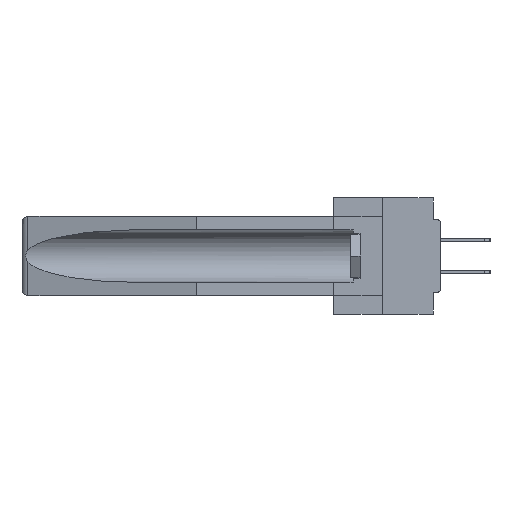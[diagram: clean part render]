
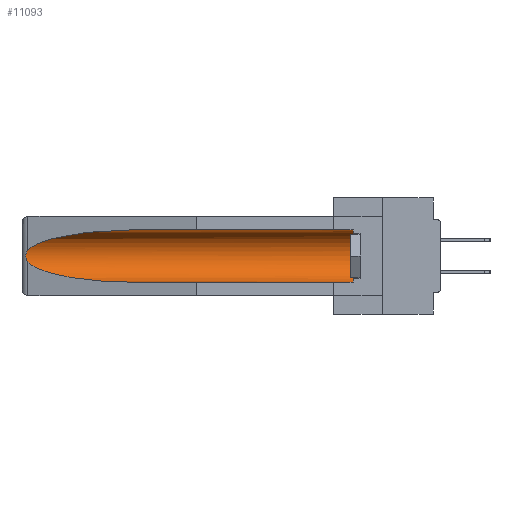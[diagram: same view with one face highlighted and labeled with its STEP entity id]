
A CAD part, left-side view. The second image highlights one B-rep face of the part: STEP entity #11093.
In plain terms, the highlighted cylindrical face has radius 2.857 mm (diameter 5.715 mm), a partial arc.
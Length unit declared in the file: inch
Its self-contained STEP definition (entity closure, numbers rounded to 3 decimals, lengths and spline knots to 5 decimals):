
#61 = ORIENTED_EDGE ( 'NONE', *, *, #13190, .T. ) ;
#660 = DIRECTION ( 'NONE',  ( 0., 0., 1. ) ) ;
#889 = CARTESIAN_POINT ( 'NONE',  ( 0.155, 0.126, -0.1715 ) ) ;
#923 = CARTESIAN_POINT ( 'NONE',  ( 0.155, -0.30754, -0.284 ) ) ;
#1374 = VECTOR ( 'NONE', #21415, 39.37008 ) ;
#2168 = CARTESIAN_POINT ( 'NONE',  ( 0.155, 1.07973, -0.284 ) ) ;
#2844 = CARTESIAN_POINT ( 'NONE',  ( 0.2675, 1.53308, -0.17534 ) ) ;
#3734 = VERTEX_POINT ( 'NONE', #21475 ) ;
#4122 = CARTESIAN_POINT ( 'NONE',  ( 0.155, 1.07973, -0.059 ) ) ;
#5934 = EDGE_CURVE ( 'NONE', #43166, #28562, #23921, .T. ) ;
#6265 = CARTESIAN_POINT ( 'NONE',  ( 0.26654, 1.53092, -0.15636 ) ) ;
#7025 = CARTESIAN_POINT ( 'NONE',  ( 0.26537, 1.52718, -0.14972 ) ) ;
#7829 = CARTESIAN_POINT ( 'NONE',  ( 0.25451, 1.48313, -0.09465 ) ) ;
#8674 = ORIENTED_EDGE ( 'NONE', *, *, #5934, .T. ) ;
#8961 =( BOUNDED_CURVE ( )  B_SPLINE_CURVE ( 3, ( #34641, #14678, #7829, #14529 ),
 .UNSPECIFIED., .F., .F. ) 
 B_SPLINE_CURVE_WITH_KNOTS ( ( 4, 4 ),
 ( 4.71239, 6.08839 ),
 .UNSPECIFIED. ) 
 CURVE ( )  GEOMETRIC_REPRESENTATION_ITEM ( )  RATIONAL_B_SPLINE_CURVE ( ( 1., 0.848, 0.848, 1. ) ) 
 REPRESENTATION_ITEM ( '' )  );
#9357 = EDGE_CURVE ( 'NONE', #3734, #30292, #17712, .T. ) ;
#9984 = CARTESIAN_POINT ( 'NONE',  ( 0.2673, 1.5327, -0.16383 ) ) ;
#10133 = CARTESIAN_POINT ( 'NONE',  ( 0.26597, 1.52961, -0.15275 ) ) ;
#10388 = ORIENTED_EDGE ( 'NONE', *, *, #9357, .T. ) ;
#11093 = ADVANCED_FACE ( 'NONE', ( #18090 ), #19631, .F. ) ;
#13190 = EDGE_CURVE ( 'NONE', #30292, #15027, #20478, .T. ) ;
#14529 = CARTESIAN_POINT ( 'NONE',  ( 0.26537, 1.52718, -0.14972 ) ) ;
#14678 = CARTESIAN_POINT ( 'NONE',  ( 0.21114, 1.30732, -0.059 ) ) ;
#15027 = VERTEX_POINT ( 'NONE', #4122 ) ;
#15248 = AXIS2_PLACEMENT_3D ( 'NONE', #26665, #40592, #660 ) ;
#16806 = CARTESIAN_POINT ( 'NONE',  ( 0.26537, 1.52718, -0.19328 ) ) ;
#17712 = CIRCLE ( 'NONE', #32473, 0.1125 ) ;
#18090 = FACE_OUTER_BOUND ( 'NONE', #41191, .T. ) ;
#19071 = CARTESIAN_POINT ( 'NONE',  ( 0.25451, 1.48313, -0.24835 ) ) ;
#19631 = CYLINDRICAL_SURFACE ( 'NONE', #15248, 0.1125 ) ;
#20478 = LINE ( 'NONE', #26045, #31605 ) ;
#21415 = DIRECTION ( 'NONE',  ( 0., 1., 0. ) ) ;
#21475 = CARTESIAN_POINT ( 'NONE',  ( 0.155, 0.126, -0.284 ) ) ;
#22218 = CARTESIAN_POINT ( 'NONE',  ( 0.155, 0.126, -0.059 ) ) ;
#22493 = CARTESIAN_POINT ( 'NONE',  ( 0.21114, 1.30732, -0.284 ) ) ;
#22593 = EDGE_CURVE ( 'NONE', #15027, #41198, #8961, .T. ) ;
#23921 =( BOUNDED_CURVE ( )  B_SPLINE_CURVE ( 3, ( #39348, #19071, #22493, #2168 ),
 .UNSPECIFIED., .F., .F. ) 
 B_SPLINE_CURVE_WITH_KNOTS ( ( 4, 4 ),
 ( 0.1948, 1.5708 ),
 .UNSPECIFIED. ) 
 CURVE ( )  GEOMETRIC_REPRESENTATION_ITEM ( )  RATIONAL_B_SPLINE_CURVE ( ( 1., 0.848, 0.848, 1. ) ) 
 REPRESENTATION_ITEM ( '' )  );
#26045 = CARTESIAN_POINT ( 'NONE',  ( 0.155, -0.30754, -0.059 ) ) ;
#26432 = ORIENTED_EDGE ( 'NONE', *, *, #22593, .T. ) ;
#26665 = CARTESIAN_POINT ( 'NONE',  ( 0.155, -0.30754, -0.1715 ) ) ;
#26703 = CARTESIAN_POINT ( 'NONE',  ( 0.26655, 1.53094, -0.18657 ) ) ;
#27727 = DIRECTION ( 'NONE',  ( 0., 0., 1. ) ) ;
#27876 = DIRECTION ( 'NONE',  ( 0., -1., 0. ) ) ;
#28562 = VERTEX_POINT ( 'NONE', #37128 ) ;
#28608 = ORIENTED_EDGE ( 'NONE', *, *, #39826, .F. ) ;
#29518 = CARTESIAN_POINT ( 'NONE',  ( 0.26537, 1.52718, -0.14972 ) ) ;
#30259 = CARTESIAN_POINT ( 'NONE',  ( 0.26597, 1.5296, -0.19026 ) ) ;
#30292 = VERTEX_POINT ( 'NONE', #22218 ) ;
#31605 = VECTOR ( 'NONE', #39780, 39.37008 ) ;
#31786 = EDGE_CURVE ( 'NONE', #41198, #43166, #40448, .T. ) ;
#32473 = AXIS2_PLACEMENT_3D ( 'NONE', #889, #27876, #27727 ) ;
#34641 = CARTESIAN_POINT ( 'NONE',  ( 0.155, 1.07973, -0.059 ) ) ;
#36887 = LINE ( 'NONE', #923, #1374 ) ;
#37128 = CARTESIAN_POINT ( 'NONE',  ( 0.155, 1.07973, -0.284 ) ) ;
#37859 = ORIENTED_EDGE ( 'NONE', *, *, #31786, .T. ) ;
#39348 = CARTESIAN_POINT ( 'NONE',  ( 0.26537, 1.52718, -0.19328 ) ) ;
#39780 = DIRECTION ( 'NONE',  ( 0., 1., 0. ) ) ;
#39826 = EDGE_CURVE ( 'NONE', #3734, #28562, #36887, .T. ) ;
#40197 = CARTESIAN_POINT ( 'NONE',  ( 0.2673, 1.53269, -0.17917 ) ) ;
#40448 = B_SPLINE_CURVE_WITH_KNOTS ( 'NONE', 3,
 ( #29518, #10133, #6265, #9984, #40631, #2844, #40197, #26703, #30259, #16806 ),
 .UNSPECIFIED., .F., .F.,
 ( 4, 2, 2, 2, 4 ),
 ( 0., 0.00029, 0.00058, 0.00087, 0.00117 ),
 .UNSPECIFIED. ) ;
#40592 = DIRECTION ( 'NONE',  ( 0., 1., 0. ) ) ;
#40631 = CARTESIAN_POINT ( 'NONE',  ( 0.2675, 1.53308, -0.16763 ) ) ;
#41191 = EDGE_LOOP ( 'NONE', ( #26432, #37859, #8674, #28608, #10388, #61 ) ) ;
#41198 = VERTEX_POINT ( 'NONE', #7025 ) ;
#41879 = CARTESIAN_POINT ( 'NONE',  ( 0.26537, 1.52718, -0.19328 ) ) ;
#43166 = VERTEX_POINT ( 'NONE', #41879 ) ;
